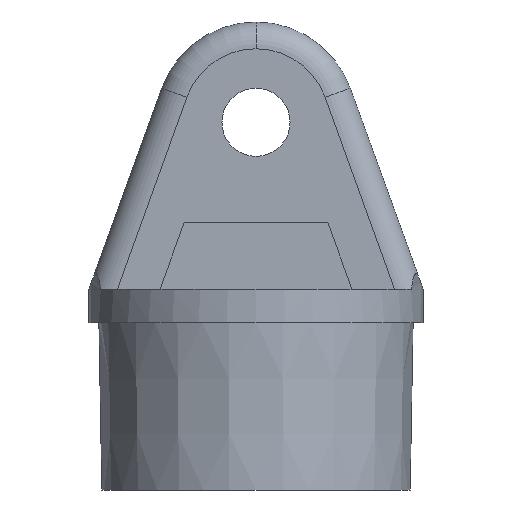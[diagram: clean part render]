
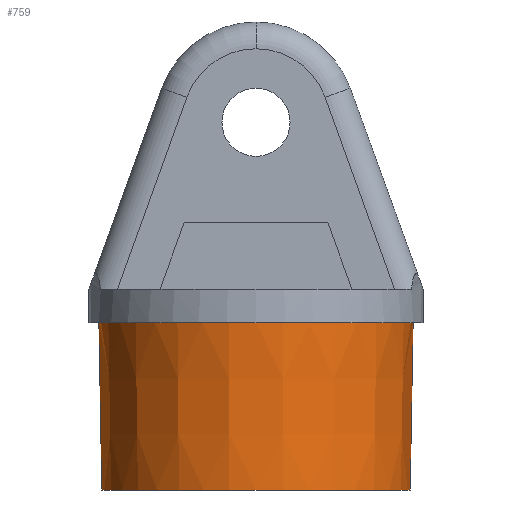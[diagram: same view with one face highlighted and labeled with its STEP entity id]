
A CAD part, front view. The second image highlights one B-rep face of the part: STEP entity #759.
In plain terms, the highlighted conical face has half-angle 1 degrees and reference radius 23.5 mm.
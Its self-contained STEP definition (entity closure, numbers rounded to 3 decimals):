
#23 = VERTEX_POINT ( 'NONE', #342 ) ;
#36 = VERTEX_POINT ( 'NONE', #336 ) ;
#60 = EDGE_LOOP ( 'NONE', ( #619, #448, #381, #1084 ) ) ;
#65 = CARTESIAN_POINT ( 'NONE',  ( 23.5, 0., -5. ) ) ;
#90 = AXIS2_PLACEMENT_3D ( 'NONE', #457, #1090, #636 ) ;
#94 = AXIS2_PLACEMENT_3D ( 'NONE', #740, #210, #735 ) ;
#118 = DIRECTION ( 'NONE',  ( 0., 0., -1. ) ) ;
#129 = DIRECTION ( 'NONE',  ( -1., 0., 0. ) ) ;
#210 = DIRECTION ( 'NONE',  ( 0., 0., -1. ) ) ;
#237 = EDGE_CURVE ( 'NONE', #36, #23, #331, .T. ) ;
#321 = CIRCLE ( 'NONE', #462, 23.5 ) ;
#331 = CIRCLE ( 'NONE', #94, 23.064 ) ;
#336 = CARTESIAN_POINT ( 'NONE',  ( 23.064, 0., -30. ) ) ;
#342 = CARTESIAN_POINT ( 'NONE',  ( -23.064, 0., -30. ) ) ;
#381 = ORIENTED_EDGE ( 'NONE', *, *, #645, .T. ) ;
#402 = LINE ( 'NONE', #521, #558 ) ;
#448 = ORIENTED_EDGE ( 'NONE', *, *, #237, .F. ) ;
#449 = DIRECTION ( 'NONE',  ( 0.017, 0., 1. ) ) ;
#457 = CARTESIAN_POINT ( 'NONE',  ( 0., 0., -5. ) ) ;
#462 = AXIS2_PLACEMENT_3D ( 'NONE', #1115, #118, #129 ) ;
#521 = CARTESIAN_POINT ( 'NONE',  ( -23.5, 0., -5. ) ) ;
#552 = VERTEX_POINT ( 'NONE', #65 ) ;
#558 = VECTOR ( 'NONE', #599, 1000. ) ;
#564 = VERTEX_POINT ( 'NONE', #865 ) ;
#599 = DIRECTION ( 'NONE',  ( -0.017, 0., 1. ) ) ;
#619 = ORIENTED_EDGE ( 'NONE', *, *, #987, .F. ) ;
#636 = DIRECTION ( 'NONE',  ( 1., 0., 0. ) ) ;
#645 = EDGE_CURVE ( 'NONE', #36, #552, #893, .T. ) ;
#694 = VECTOR ( 'NONE', #449, 1000. ) ;
#735 = DIRECTION ( 'NONE',  ( -1., 0., 0. ) ) ;
#740 = CARTESIAN_POINT ( 'NONE',  ( 0., 0., -30. ) ) ;
#759 = ADVANCED_FACE ( 'NONE', ( #1049 ), #1108, .T. ) ;
#798 = CARTESIAN_POINT ( 'NONE',  ( 23.5, 0., -5. ) ) ;
#865 = CARTESIAN_POINT ( 'NONE',  ( -23.5, 0., -5. ) ) ;
#881 = EDGE_CURVE ( 'NONE', #552, #564, #321, .T. ) ;
#893 = LINE ( 'NONE', #798, #694 ) ;
#987 = EDGE_CURVE ( 'NONE', #23, #564, #402, .T. ) ;
#1049 = FACE_OUTER_BOUND ( 'NONE', #60, .T. ) ;
#1084 = ORIENTED_EDGE ( 'NONE', *, *, #881, .T. ) ;
#1090 = DIRECTION ( 'NONE',  ( 0., 0., 1. ) ) ;
#1108 = CONICAL_SURFACE ( 'NONE', #90, 23.5, 0.017 ) ;
#1115 = CARTESIAN_POINT ( 'NONE',  ( 0., 0., -5. ) ) ;
